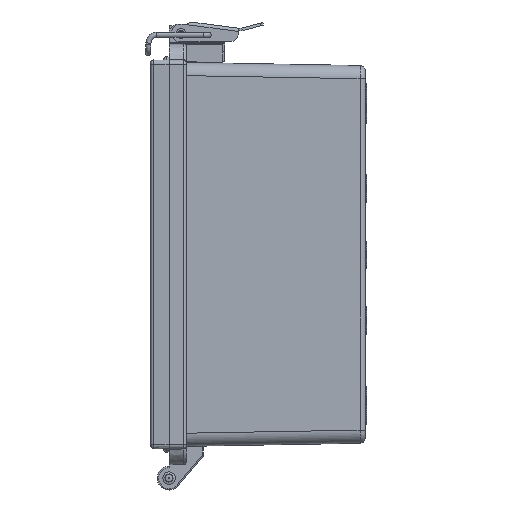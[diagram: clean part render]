
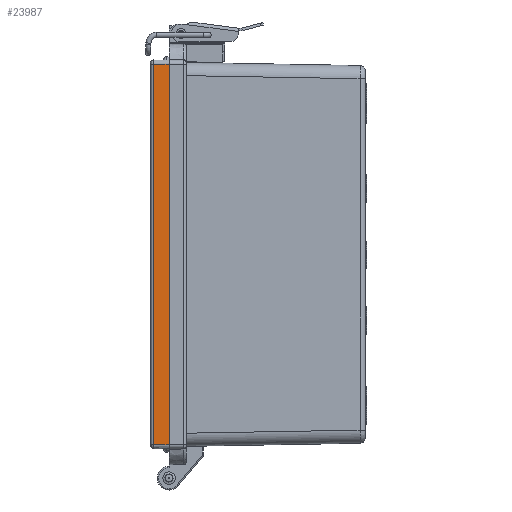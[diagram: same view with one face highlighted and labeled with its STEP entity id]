
A CAD part, left-side view. The second image highlights one B-rep face of the part: STEP entity #23987.
In plain terms, the highlighted planar face has unit normal (-1, 0.018, 0).
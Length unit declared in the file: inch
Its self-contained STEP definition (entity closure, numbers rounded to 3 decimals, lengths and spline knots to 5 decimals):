
#1290=PLANE('',#25905);
#1981=FACE_OUTER_BOUND('',#3552,.T.);
#3552=EDGE_LOOP('',(#17580,#17581,#17582,#17583));
#5867=LINE('',#39527,#8008);
#5872=LINE('',#39544,#8013);
#5874=LINE('',#39550,#8015);
#5875=LINE('',#39551,#8016);
#8008=VECTOR('',#29896,39.37008);
#8013=VECTOR('',#29919,39.37008);
#8015=VECTOR('',#29925,39.37008);
#8016=VECTOR('',#29926,39.37008);
#11413=VERTEX_POINT('',#39521);
#11415=VERTEX_POINT('',#39525);
#11418=VERTEX_POINT('',#39543);
#11420=VERTEX_POINT('',#39549);
#13799=EDGE_CURVE('',#11413,#11415,#5867,.T.);
#13808=EDGE_CURVE('',#11418,#11413,#5872,.T.);
#13811=EDGE_CURVE('',#11420,#11415,#5874,.T.);
#13812=EDGE_CURVE('',#11420,#11418,#5875,.T.);
#17580=ORIENTED_EDGE('',*,*,#13811,.F.);
#17581=ORIENTED_EDGE('',*,*,#13812,.T.);
#17582=ORIENTED_EDGE('',*,*,#13808,.T.);
#17583=ORIENTED_EDGE('',*,*,#13799,.T.);
#23987=ADVANCED_FACE('',(#1981),#1290,.T.);
#25905=AXIS2_PLACEMENT_3D('',#39548,#29923,#29924);
#29896=DIRECTION('',(0.,0.,1.));
#29919=DIRECTION('',(-0.017,-1.,0.));
#29923=DIRECTION('center_axis',(-1.,0.017,0.));
#29924=DIRECTION('ref_axis',(-0.017,-1.,0.));
#29925=DIRECTION('',(-0.017,-1.,0.));
#29926=DIRECTION('',(0.,0.,-1.));
#39521=CARTESIAN_POINT('',(-4.29921,0.,-2.8415));
#39525=CARTESIAN_POINT('',(-4.29921,0.,2.8415));
#39527=CARTESIAN_POINT('',(-4.29921,0.,-2.8415));
#39543=CARTESIAN_POINT('',(-4.29516,0.23239,-2.8415));
#39544=CARTESIAN_POINT('',(-4.29921,0.,-2.8415));
#39548=CARTESIAN_POINT('Origin',(-4.29921,0.,-2.8415));
#39549=CARTESIAN_POINT('',(-4.29516,0.23239,2.8415));
#39550=CARTESIAN_POINT('',(-4.29921,0.,2.8415));
#39551=CARTESIAN_POINT('',(-4.29516,0.23239,-2.8415));
